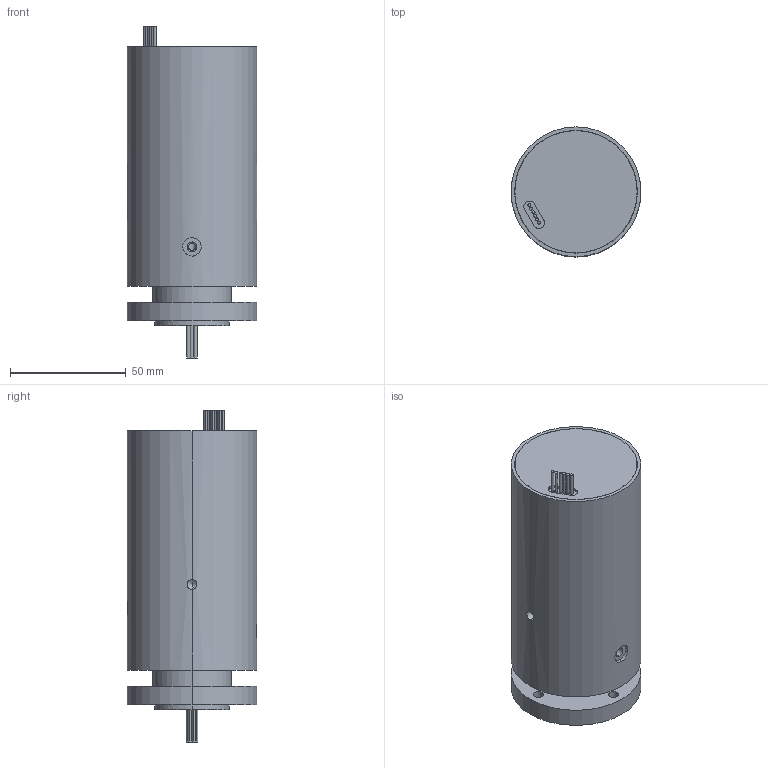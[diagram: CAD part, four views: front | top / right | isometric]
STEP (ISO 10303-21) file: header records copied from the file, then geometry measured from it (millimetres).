
FILE_DESCRIPTION (( 'STEP AP203' ), '1' );
FILE_NAME ('RAPH200-01-S06.STEP', '2020-07-16T03:10:40', ( '微软用户' ), ( '微软中国' ), 'SwSTEP 2.0', 'SolidWorks 2014', '' );
FILE_SCHEMA (( 'CONFIG_CONTROL_DESIGN' ));
Length unit declared in the file: millimetre
Products named in the file (1): RAPH200-01-S06
Bounding box: 56 x 56 x 143.3 mm (x, y, z)
Volume: 280364.1 mm3; surface area: 32589.4 mm2
Topology: 1 solids, 1 shells, 114 faces, 251 edges, 156 vertices
Faces by surface type: cylinder 75, plane 27, cone 12
Entity records: 3466 total; most frequent: CARTESIAN_POINT 786, DIRECTION 595, ORIENTED_EDGE 494, AXIS2_PLACEMENT_3D 249, EDGE_CURVE 247, VERTEX_POINT 156, EDGE_LOOP 147, CIRCLE 134
